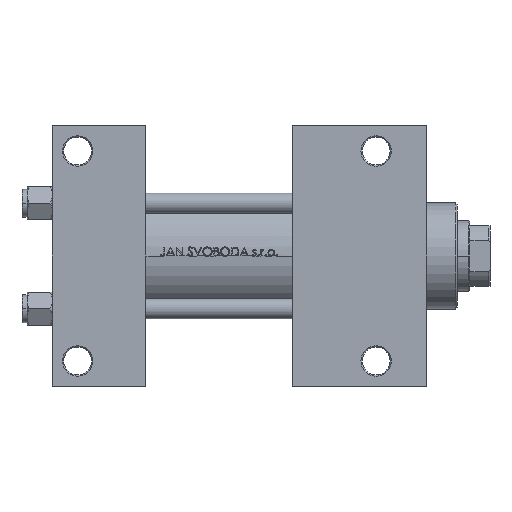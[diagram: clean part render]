
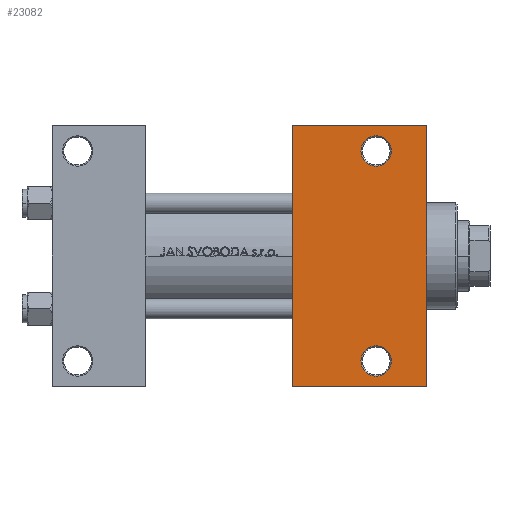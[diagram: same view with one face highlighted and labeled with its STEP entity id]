
A CAD part, front view. The second image highlights one B-rep face of the part: STEP entity #23082.
In plain terms, the highlighted face is planar.
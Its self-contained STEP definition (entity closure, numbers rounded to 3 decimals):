
#323 = ORIENTED_EDGE ( 'NONE', *, *, #2757, .T. ) ;
#509 = CIRCLE ( 'NONE', #32573, 6. ) ;
#787 = VECTOR ( 'NONE', #47490, 1000. ) ;
#1692 = CIRCLE ( 'NONE', #8949, 6. ) ;
#2757 = EDGE_CURVE ( 'NONE', #10414, #27670, #3069, .T. ) ;
#3069 = LINE ( 'NONE', #18387, #29673 ) ;
#3106 = DIRECTION ( 'NONE',  ( 0., 1., 0. ) ) ;
#3578 = EDGE_CURVE ( 'NONE', #26897, #10414, #24351, .T. ) ;
#3717 = VECTOR ( 'NONE', #29715, 1000. ) ;
#5071 = DIRECTION ( 'NONE',  ( 0., 0., -1. ) ) ;
#5471 = DIRECTION ( 'NONE',  ( 0., 0., 1. ) ) ;
#6636 = EDGE_CURVE ( 'NONE', #14627, #30762, #9710, .T. ) ;
#8169 = ORIENTED_EDGE ( 'NONE', *, *, #3578, .T. ) ;
#8401 = EDGE_CURVE ( 'NONE', #14309, #24083, #25821, .T. ) ;
#8949 = AXIS2_PLACEMENT_3D ( 'NONE', #17020, #5471, #25046 ) ;
#9271 = AXIS2_PLACEMENT_3D ( 'NONE', #39481, #5071, #47286 ) ;
#9710 = CIRCLE ( 'NONE', #27412, 6. ) ;
#9806 = ORIENTED_EDGE ( 'NONE', *, *, #6636, .T. ) ;
#9920 = LINE ( 'NONE', #21695, #46304 ) ;
#10414 = VERTEX_POINT ( 'NONE', #18646 ) ;
#11549 = EDGE_LOOP ( 'NONE', ( #40944, #9806 ) ) ;
#14030 = DIRECTION ( 'NONE',  ( 0., 1., 0. ) ) ;
#14145 = CARTESIAN_POINT ( 'NONE',  ( 95., 30., -30. ) ) ;
#14309 = VERTEX_POINT ( 'NONE', #48271 ) ;
#14627 = VERTEX_POINT ( 'NONE', #23284 ) ;
#15114 = DIRECTION ( 'NONE',  ( -1., 0., 0. ) ) ;
#15295 = CARTESIAN_POINT ( 'NONE',  ( 128., -41.5, -30. ) ) ;
#15927 = EDGE_LOOP ( 'NONE', ( #47095, #26035, #8169, #323 ) ) ;
#17020 = CARTESIAN_POINT ( 'NONE',  ( 128., 41.5, -30. ) ) ;
#18387 = CARTESIAN_POINT ( 'NONE',  ( 95., -51.5, -30. ) ) ;
#18646 = CARTESIAN_POINT ( 'NONE',  ( 148., -51.5, -30. ) ) ;
#19421 = AXIS2_PLACEMENT_3D ( 'NONE', #15295, #30625, #34650 ) ;
#21284 = EDGE_CURVE ( 'NONE', #29203, #27670, #40517, .T. ) ;
#21681 = DIRECTION ( 'NONE',  ( 0., 0., 1. ) ) ;
#21695 = CARTESIAN_POINT ( 'NONE',  ( 95., 51.5, -30. ) ) ;
#22411 = ORIENTED_EDGE ( 'NONE', *, *, #27500, .T. ) ;
#23082 = ADVANCED_FACE ( 'NONE', ( #23908, #39243, #43249 ), #24147, .T. ) ;
#23284 = CARTESIAN_POINT ( 'NONE',  ( 134., 41.5, -30. ) ) ;
#23908 = FACE_BOUND ( 'NONE', #11549, .T. ) ;
#24083 = VERTEX_POINT ( 'NONE', #37464 ) ;
#24147 = PLANE ( 'NONE',  #9271 ) ;
#24351 = LINE ( 'NONE', #47001, #787 ) ;
#25046 = DIRECTION ( 'NONE',  ( 0., 1., 0. ) ) ;
#25312 = CARTESIAN_POINT ( 'NONE',  ( 128., -41.5, -30. ) ) ;
#25821 = CIRCLE ( 'NONE', #19421, 6. ) ;
#26035 = ORIENTED_EDGE ( 'NONE', *, *, #29425, .T. ) ;
#26897 = VERTEX_POINT ( 'NONE', #39067 ) ;
#27412 = AXIS2_PLACEMENT_3D ( 'NONE', #37523, #21681, #3106 ) ;
#27500 = EDGE_CURVE ( 'NONE', #24083, #14309, #509, .T. ) ;
#27670 = VERTEX_POINT ( 'NONE', #47173 ) ;
#27680 = ORIENTED_EDGE ( 'NONE', *, *, #8401, .T. ) ;
#29203 = VERTEX_POINT ( 'NONE', #41359 ) ;
#29425 = EDGE_CURVE ( 'NONE', #29203, #26897, #9920, .T. ) ;
#29492 = DIRECTION ( 'NONE',  ( 1., 0., 0. ) ) ;
#29673 = VECTOR ( 'NONE', #15114, 1000. ) ;
#29715 = DIRECTION ( 'NONE',  ( 0., -1., 0. ) ) ;
#30625 = DIRECTION ( 'NONE',  ( 0., 0., 1. ) ) ;
#30762 = VERTEX_POINT ( 'NONE', #33413 ) ;
#32573 = AXIS2_PLACEMENT_3D ( 'NONE', #25312, #48481, #14030 ) ;
#33413 = CARTESIAN_POINT ( 'NONE',  ( 122., 41.5, -30. ) ) ;
#33739 = EDGE_LOOP ( 'NONE', ( #27680, #22411 ) ) ;
#34650 = DIRECTION ( 'NONE',  ( 0., 1., 0. ) ) ;
#37464 = CARTESIAN_POINT ( 'NONE',  ( 134., -41.5, -30. ) ) ;
#37523 = CARTESIAN_POINT ( 'NONE',  ( 128., 41.5, -30. ) ) ;
#39067 = CARTESIAN_POINT ( 'NONE',  ( 148., 51.5, -30. ) ) ;
#39243 = FACE_BOUND ( 'NONE', #33739, .T. ) ;
#39481 = CARTESIAN_POINT ( 'NONE',  ( 148., 30., -30. ) ) ;
#40517 = LINE ( 'NONE', #14145, #3717 ) ;
#40944 = ORIENTED_EDGE ( 'NONE', *, *, #44390, .T. ) ;
#41359 = CARTESIAN_POINT ( 'NONE',  ( 95., 51.5, -30. ) ) ;
#43249 = FACE_OUTER_BOUND ( 'NONE', #15927, .T. ) ;
#44390 = EDGE_CURVE ( 'NONE', #30762, #14627, #1692, .T. ) ;
#46304 = VECTOR ( 'NONE', #29492, 1000. ) ;
#47001 = CARTESIAN_POINT ( 'NONE',  ( 148., 30., -30. ) ) ;
#47095 = ORIENTED_EDGE ( 'NONE', *, *, #21284, .F. ) ;
#47173 = CARTESIAN_POINT ( 'NONE',  ( 95., -51.5, -30. ) ) ;
#47286 = DIRECTION ( 'NONE',  ( 0., 1., 0. ) ) ;
#47490 = DIRECTION ( 'NONE',  ( 0., -1., 0. ) ) ;
#48271 = CARTESIAN_POINT ( 'NONE',  ( 122., -41.5, -30. ) ) ;
#48481 = DIRECTION ( 'NONE',  ( 0., 0., 1. ) ) ;
